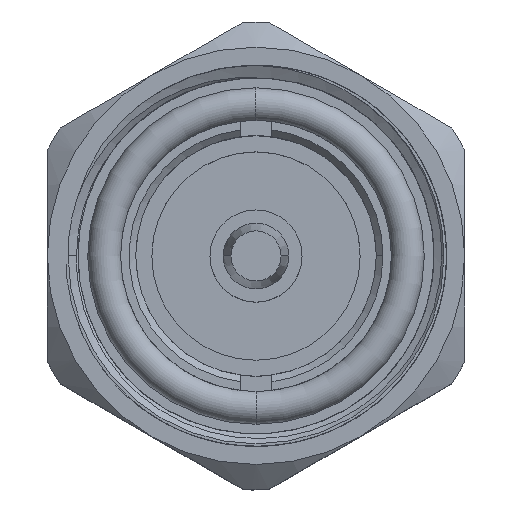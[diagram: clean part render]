
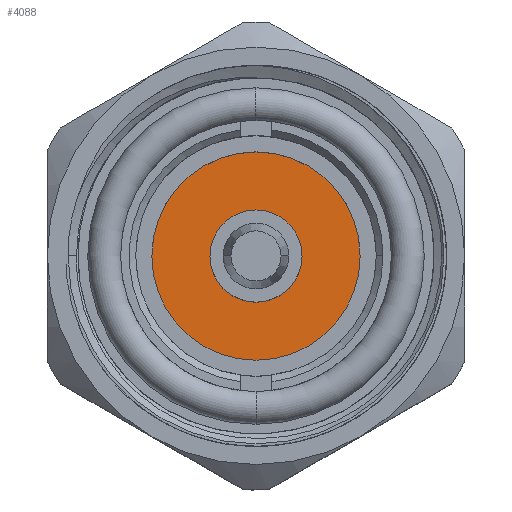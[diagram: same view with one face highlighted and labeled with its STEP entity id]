
A CAD part, top view. The second image highlights one B-rep face of the part: STEP entity #4088.
In plain terms, the highlighted face is planar.
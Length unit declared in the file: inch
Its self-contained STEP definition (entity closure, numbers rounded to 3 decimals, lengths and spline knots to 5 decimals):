
#264 = AXIS2_PLACEMENT_3D ( 'NONE', #9462, #4262, #1772 ) ;
#441 = DIRECTION ( 'NONE',  ( 0., 0., -1. ) ) ;
#454 = CIRCLE ( 'NONE', #9548, 0.31201 ) ;
#526 = CARTESIAN_POINT ( 'NONE',  ( 0.563, 0., 0.31201 ) ) ;
#658 = DIRECTION ( 'NONE',  ( 0., 0., -1. ) ) ;
#777 = CIRCLE ( 'NONE', #9906, 0.138 ) ;
#1208 = DIRECTION ( 'NONE',  ( 1., 0., 0. ) ) ;
#1504 = CARTESIAN_POINT ( 'NONE',  ( 0.563, 0., 0. ) ) ;
#1719 = EDGE_CURVE ( 'NONE', #9580, #9426, #5164, .T. ) ;
#1772 = DIRECTION ( 'NONE',  ( 0., 0., -1. ) ) ;
#2093 = ORIENTED_EDGE ( 'NONE', *, *, #1719, .F. ) ;
#2127 = FACE_OUTER_BOUND ( 'NONE', #2517, .T. ) ;
#2305 = ORIENTED_EDGE ( 'NONE', *, *, #8841, .T. ) ;
#2517 = EDGE_LOOP ( 'NONE', ( #2305, #11266 ) ) ;
#2996 = CARTESIAN_POINT ( 'NONE',  ( 0.563, 0., 0. ) ) ;
#3963 = CARTESIAN_POINT ( 'NONE',  ( 0.563, 0., 0. ) ) ;
#4088 = ADVANCED_FACE ( 'NONE', ( #4729, #2127 ), #10050, .F. ) ;
#4133 = EDGE_LOOP ( 'NONE', ( #2093, #6946 ) ) ;
#4262 = DIRECTION ( 'NONE',  ( -1., 0., 0. ) ) ;
#4594 = CIRCLE ( 'NONE', #4964, 0.31201 ) ;
#4674 = DIRECTION ( 'NONE',  ( 0., 0., -1. ) ) ;
#4729 = FACE_BOUND ( 'NONE', #4133, .T. ) ;
#4856 = EDGE_CURVE ( 'NONE', #6119, #9027, #4594, .T. ) ;
#4964 = AXIS2_PLACEMENT_3D ( 'NONE', #2996, #8231, #9198 ) ;
#4971 = DIRECTION ( 'NONE',  ( -1., 0., 0. ) ) ;
#5164 = CIRCLE ( 'NONE', #264, 0.138 ) ;
#5489 = AXIS2_PLACEMENT_3D ( 'NONE', #9886, #1208, #4674 ) ;
#6119 = VERTEX_POINT ( 'NONE', #9910 ) ;
#6147 = CARTESIAN_POINT ( 'NONE',  ( 0.563, 0., 0.138 ) ) ;
#6946 = ORIENTED_EDGE ( 'NONE', *, *, #7282, .F. ) ;
#7282 = EDGE_CURVE ( 'NONE', #9426, #9580, #777, .T. ) ;
#8231 = DIRECTION ( 'NONE',  ( -1., 0., 0. ) ) ;
#8841 = EDGE_CURVE ( 'NONE', #9027, #6119, #454, .T. ) ;
#9027 = VERTEX_POINT ( 'NONE', #526 ) ;
#9198 = DIRECTION ( 'NONE',  ( 0., 0., -1. ) ) ;
#9426 = VERTEX_POINT ( 'NONE', #6147 ) ;
#9462 = CARTESIAN_POINT ( 'NONE',  ( 0.563, 0., 0. ) ) ;
#9548 = AXIS2_PLACEMENT_3D ( 'NONE', #1504, #4971, #658 ) ;
#9580 = VERTEX_POINT ( 'NONE', #9871 ) ;
#9871 = CARTESIAN_POINT ( 'NONE',  ( 0.563, 0., -0.138 ) ) ;
#9886 = CARTESIAN_POINT ( 'NONE',  ( 0.563, 0., 0. ) ) ;
#9906 = AXIS2_PLACEMENT_3D ( 'NONE', #3963, #10017, #441 ) ;
#9910 = CARTESIAN_POINT ( 'NONE',  ( 0.563, 0., -0.31201 ) ) ;
#10017 = DIRECTION ( 'NONE',  ( -1., 0., 0. ) ) ;
#10050 = PLANE ( 'NONE',  #5489 ) ;
#11266 = ORIENTED_EDGE ( 'NONE', *, *, #4856, .T. ) ;
